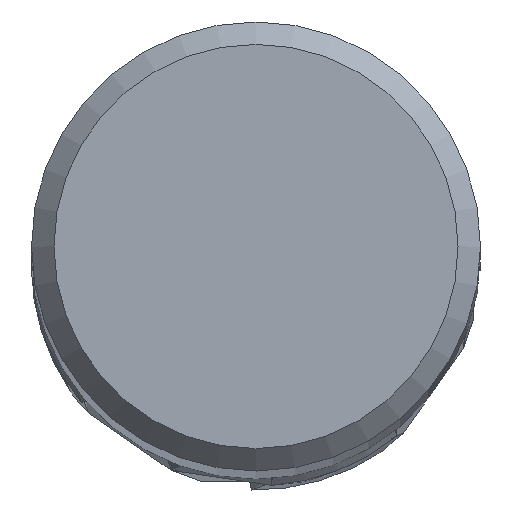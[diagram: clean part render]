
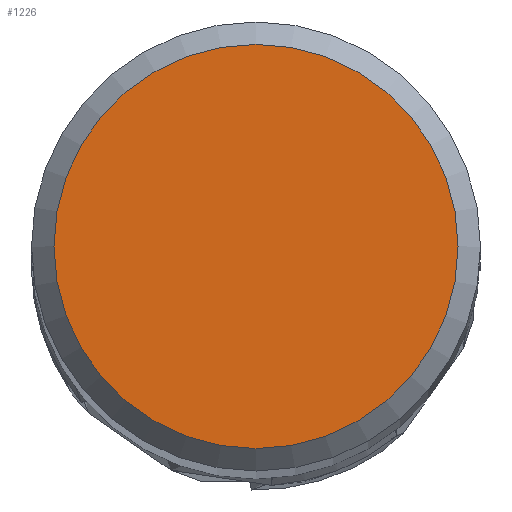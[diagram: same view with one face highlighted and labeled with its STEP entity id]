
A CAD part, top view. The second image highlights one B-rep face of the part: STEP entity #1226.
In plain terms, the highlighted planar face has unit normal (0, 0, 1).
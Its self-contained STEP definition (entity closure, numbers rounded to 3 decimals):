
#1186 = VERTEX_POINT('', #1187);
#1187 = CARTESIAN_POINT('', (-0.9, 0., 0.));
#1193 = EDGE_CURVE('', #1186, #1186, #1194, .T.);
#1194 = CIRCLE('', #1195, 0.9);
#1195 = AXIS2_PLACEMENT_3D('', #1196, #1197, #1198);
#1196 = CARTESIAN_POINT('', (0., 0., 0.));
#1197 = DIRECTION('', (0., 0., -1.));
#1198 = DIRECTION('', (-1., 0., 0.));
#1226 = ADVANCED_FACE('', (#1227), #1230, .T.);
#1227 = FACE_OUTER_BOUND('', #1228, .T.);
#1228 = EDGE_LOOP('', (#1229));
#1229 = ORIENTED_EDGE('', *, *, #1193, .F.);
#1230 = PLANE('', #1231);
#1231 = AXIS2_PLACEMENT_3D('', #1232, #1233, #1234);
#1232 = CARTESIAN_POINT('', (1.4, -1.4, 0.));
#1233 = DIRECTION('', (0., 0., 1.));
#1234 = DIRECTION('', (0., 1., 0.));
